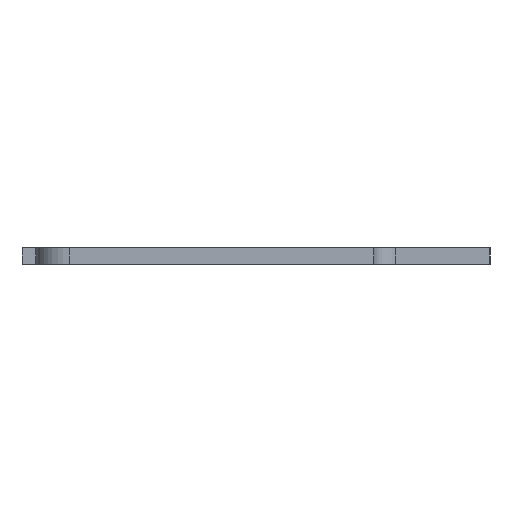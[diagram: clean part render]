
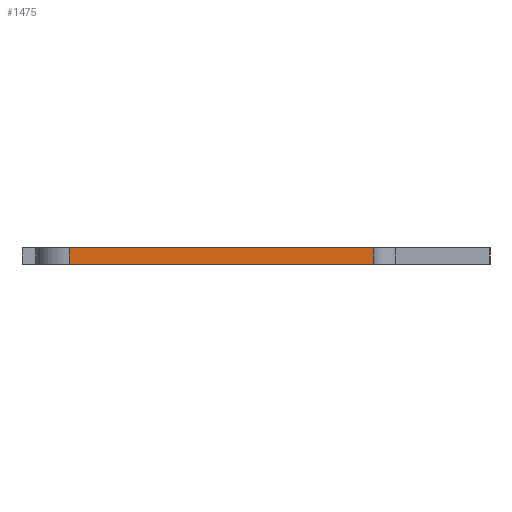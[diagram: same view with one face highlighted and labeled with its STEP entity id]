
A CAD part, left-side view. The second image highlights one B-rep face of the part: STEP entity #1475.
In plain terms, the highlighted planar face has unit normal (-1, 0, 0).
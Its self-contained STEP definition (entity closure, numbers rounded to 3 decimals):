
#78=PLANE('',#1632);
#149=FACE_OUTER_BOUND('',#221,.T.);
#221=EDGE_LOOP('',(#1217,#1218,#1219,#1220));
#383=LINE('',#2475,#521);
#385=LINE('',#2479,#523);
#386=LINE('',#2481,#524);
#387=LINE('',#2482,#525);
#521=VECTOR('',#2045,10.);
#523=VECTOR('',#2049,10.);
#524=VECTOR('',#2050,10.);
#525=VECTOR('',#2051,10.);
#737=VERTEX_POINT('',#2472);
#738=VERTEX_POINT('',#2474);
#739=VERTEX_POINT('',#2478);
#740=VERTEX_POINT('',#2480);
#941=EDGE_CURVE('',#738,#737,#383,.T.);
#943=EDGE_CURVE('',#739,#738,#385,.T.);
#944=EDGE_CURVE('',#740,#737,#386,.T.);
#945=EDGE_CURVE('',#739,#740,#387,.T.);
#1217=ORIENTED_EDGE('',*,*,#943,.T.);
#1218=ORIENTED_EDGE('',*,*,#941,.T.);
#1219=ORIENTED_EDGE('',*,*,#944,.F.);
#1220=ORIENTED_EDGE('',*,*,#945,.F.);
#1475=ADVANCED_FACE('',(#149),#78,.T.);
#1632=AXIS2_PLACEMENT_3D('',#2477,#2047,#2048);
#2045=DIRECTION('',(0.,0.,1.));
#2047=DIRECTION('center_axis',(-1.,0.,0.));
#2048=DIRECTION('ref_axis',(0.,-1.,0.));
#2049=DIRECTION('',(0.,-1.,0.));
#2050=DIRECTION('',(0.,-1.,0.));
#2051=DIRECTION('',(0.,0.,1.));
#2472=CARTESIAN_POINT('',(-47.949,-32.,1.5));
#2474=CARTESIAN_POINT('',(-47.949,-32.,0.));
#2475=CARTESIAN_POINT('',(-47.949,-32.,0.));
#2477=CARTESIAN_POINT('Origin',(-47.949,-4.5,0.));
#2478=CARTESIAN_POINT('',(-47.949,-4.5,0.));
#2479=CARTESIAN_POINT('',(-47.949,-4.5,0.));
#2480=CARTESIAN_POINT('',(-47.949,-4.5,1.5));
#2481=CARTESIAN_POINT('',(-47.949,-4.5,1.5));
#2482=CARTESIAN_POINT('',(-47.949,-4.5,0.));
